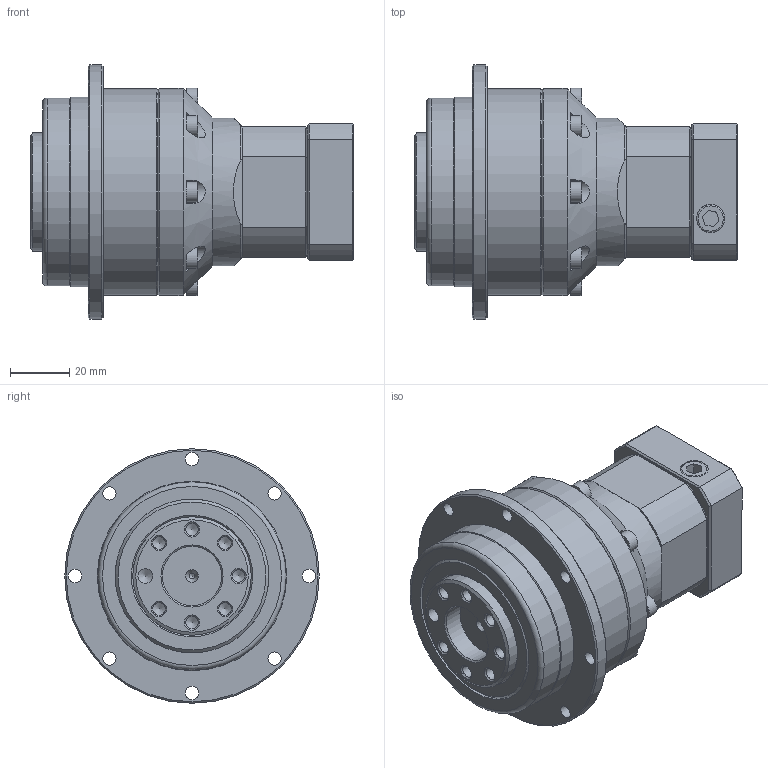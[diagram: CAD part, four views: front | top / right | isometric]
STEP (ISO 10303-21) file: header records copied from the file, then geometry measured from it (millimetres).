
FILE_DESCRIPTION((''),'2;1');
FILE_NAME('KSD-64-2.stp','2013-08-12T15:55:59',('young'),(''),'Autodesk Inventor 2012','Autodesk Inventor 2012','');
FILE_SCHEMA(('AUTOMOTIVE_DESIGN { 1 0 10303 214 1 1 1 1 }'));
Length unit declared in the file: millimetre
Products named in the file (1): KSD-64-2
Bounding box: 109 x 86 x 86 mm (x, y, z)
Volume: 158664 mm3; surface area: 79444.3 mm2
Topology: 24 solids, 24 shells, 662 faces, 1532 edges, 961 vertices
Faces by surface type: plane 336, cylinder 156, cone 151, torus 19
Full cylindrical faces by diameter (mm): 2 x1, 2.5 x5, 3 x1, 3.3 x20, 3.5 x1, 4 x12, 4.2 x7, 4.5 x20, 5 x1, 5.5 x1, 6 x4, 7 x12, 7.5 x4, 8 x1, 8.2 x2, 9.5 x2, 10 x1, 13 x1, 14.2 x1, 14.8 x1, 15 x2, 19 x1, 20 x1, 23 x1, 25 x3, 30 x1, 32 x2, 38 x2, 38.2 x1, 40 x2
Entity records: 17064 total; most frequent: CARTESIAN_POINT 3183, DIRECTION 2989, ORIENTED_EDGE 2354, AXIS2_PLACEMENT_3D 1237, EDGE_CURVE 1177, EDGE_LOOP 1057, VERTEX_POINT 874, FACE_OUTER_BOUND 662
